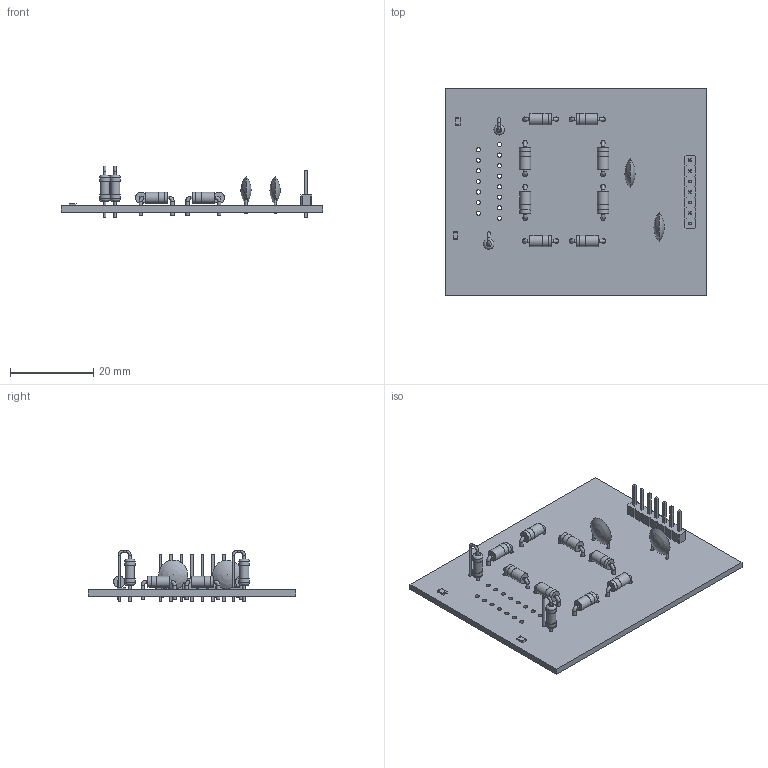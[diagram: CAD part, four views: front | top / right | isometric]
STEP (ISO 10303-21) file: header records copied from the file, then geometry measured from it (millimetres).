
FILE_DESCRIPTION(('KiCad electronic assembly'),'2;1');
FILE_NAME('modulo_puente_h-3D.step','2025-05-09T02:31:07',('Pcbnew'),( 'Kicad'),'Open CASCADE STEP processor 7.6','KiCad to STEP converter' ,'Unknown');
FILE_SCHEMA(('AUTOMOTIVE_DESIGN { 1 0 10303 214 1 1 1 1 }'));
Length unit declared in the file: millimetre
Products named in the file (7): modulo_puente_h-3D 1; D_DO-41_SOD81_P7.62mm_Horizontal; R_0805_2012Metric; C_Disc_D7.0mm_W2.5mm_P5.00mm; R_Axial_DIN0207_L6.3mm_D2.5mm_P2.54mm_Vertical; PinHeader_1x07_P2.54mm_Vertical; kibot_op68ddkw_PCB
Assembly tree (16 placements, depth 2):
  modulo_puente_h-3D 1
    D_DO-41_SOD81_P7.62mm_Horizontal  x8
    R_0805_2012Metric  x2
    C_Disc_D7.0mm_W2.5mm_P5.00mm  x2
    R_Axial_DIN0207_L6.3mm_D2.5mm_P2.54mm_Vertical  x2
    PinHeader_1x07_P2.54mm_Vertical
    kibot_op68ddkw_PCB
Bounding box: 63 x 50 x 12.5 mm (x, y, z)
Volume: 5290 mm3; surface area: 8189.5 mm2
Topology: 16 solids, 16 shells, 450 faces, 990 edges, 622 vertices
Faces by surface type: plane 278, cylinder 136, torus 24, revolution 8, sphere 4
Full cylindrical faces by diameter (mm): 0.5 x4, 0.6 x8, 0.8 x40, 1 x22, 1.1 x16, 2.25 x2, 2.5 x4, 2.7 x16, 2.72 x8
Entity records: 9761 total; most frequent: CARTESIAN_POINT 2455, DIRECTION 1474, ORIENTED_EDGE 1410, EDGE_CURVE 705, LINE 538, VECTOR 538, AXIS2_PLACEMENT_3D 466, VERTEX_POINT 447
